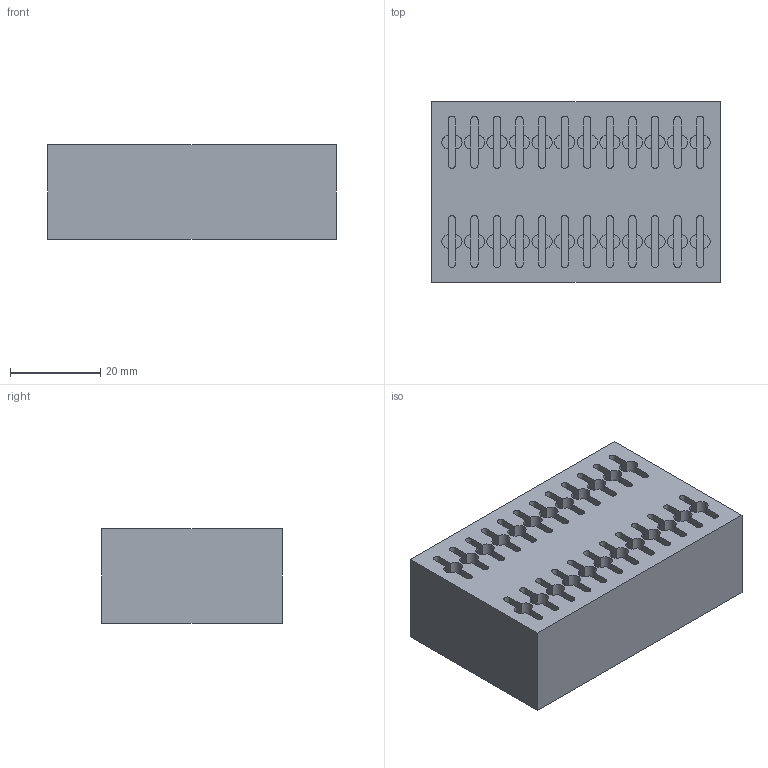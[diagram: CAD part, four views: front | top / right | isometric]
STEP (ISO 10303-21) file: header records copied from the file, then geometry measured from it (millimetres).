
FILE_DESCRIPTION(/* description */ (''),/* implementation_level */ '2;1');
FILE_NAME(/* name */ 'Open vertical Reaction chamber - teflon.step',/* time_stamp */ '2024-01-20T11:31:53-05:00',/* author */ (''),/* organization */ (''),/* preprocessor_version */ 'ST-DEVELOPER v20',/* originating_system */ 'Autodesk Translation Framework v12.14.0.127',/* authorisation */ '');
FILE_SCHEMA (('AUTOMOTIVE_DESIGN { 1 0 10303 214 3 1 1 }'));
Length unit declared in the file: millimetre
Products named in the file (1): Teflon Vertical Slide reaction chamber
Bounding box: 64 x 40 x 21 mm (x, y, z)
Volume: 47158.5 mm3; surface area: 17974.2 mm2
Topology: 1 solids, 1 shells, 222 faces, 588 edges, 392 vertices
Faces by surface type: plane 126, cylinder 96
Entity records: 6946 total; most frequent: DIRECTION 1226, CARTESIAN_POINT 1203, ORIENTED_EDGE 1176, EDGE_CURVE 588, AXIS2_PLACEMENT_3D 415, LINE 396, VECTOR 396, VERTEX_POINT 392
